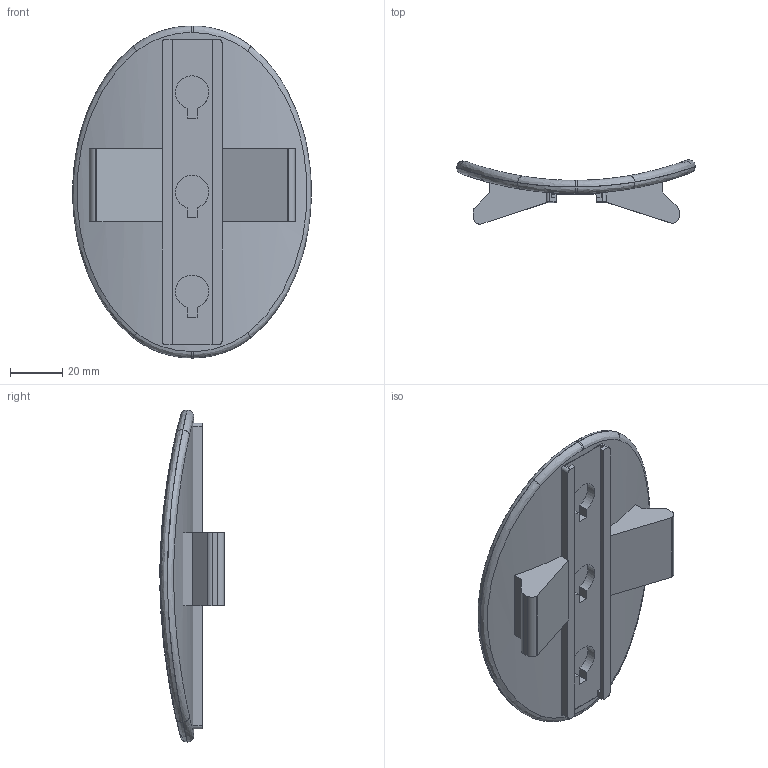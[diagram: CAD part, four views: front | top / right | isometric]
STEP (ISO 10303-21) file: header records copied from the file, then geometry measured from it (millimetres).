
FILE_DESCRIPTION(/* description */ (''),/* implementation_level */ '2;1');
FILE_NAME(/* name */ 'Mouthstick Holder v13.step',/* time_stamp */ '2022-10-30T18:23:30-04:00',/* author */ (''),/* organization */ (''),/* preprocessor_version */ 'ST-DEVELOPER v19.2',/* originating_system */ 'Autodesk Translation Framework v11.17.0.187',/* authorisation */ '');
FILE_SCHEMA (('AUTOMOTIVE_DESIGN { 1 0 10303 214 3 1 1 }'));
Length unit declared in the file: inch
Products named in the file (1): Mouthstick Holder
Bounding box: 91.36 x 24.62 x 127 mm (x, y, z)
Volume: 61113.8 mm3; surface area: 24856.4 mm2
Topology: 1 solids, 1 shells, 82 faces, 208 edges, 132 vertices
Faces by surface type: plane 47, cylinder 17, bspline 14, torus 4
Entity records: 3015 total; most frequent: CARTESIAN_POINT 1063, ORIENTED_EDGE 416, DIRECTION 366, EDGE_CURVE 208, LINE 132, VECTOR 132, VERTEX_POINT 132, AXIS2_PLACEMENT_3D 117
